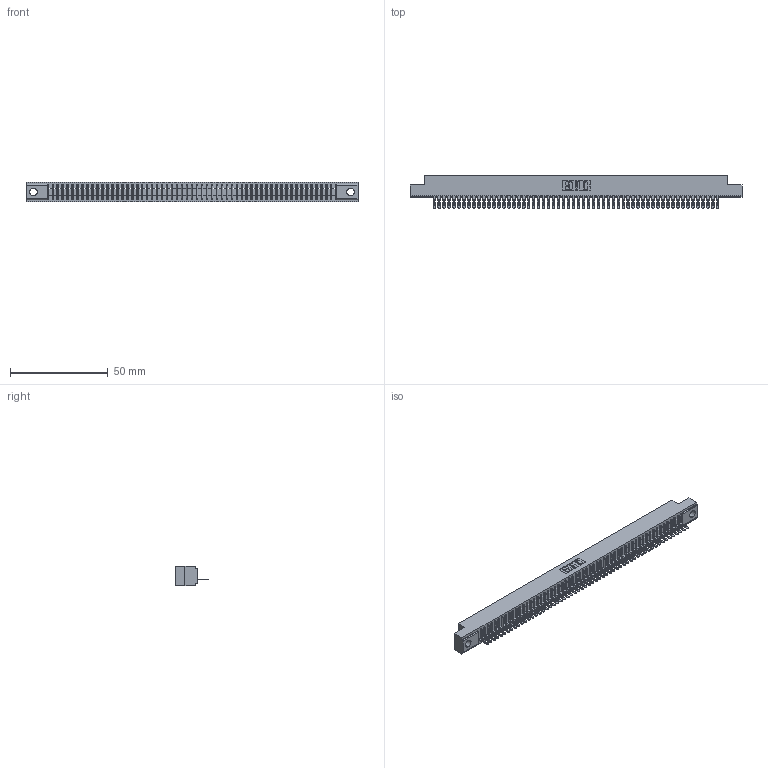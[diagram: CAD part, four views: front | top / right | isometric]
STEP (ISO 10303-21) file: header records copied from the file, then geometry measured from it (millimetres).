
FILE_DESCRIPTION (( 'STEP AP203' ), '1' );
FILE_NAME ('341-058-500-104.STEP', '2018-08-07T15:56:53', ( '' ), ( '' ), 'SwSTEP 2.0', 'SolidWorks 2016', '' );
FILE_SCHEMA (( 'CONFIG_CONTROL_DESIGN' ));
Length unit declared in the file: inch
Products named in the file (3): 341-292-001_341-292-100; 341-058-500-104; 341 Part_.156 (3.96) Dia Mounting Holes
Assembly tree (59 placements, depth 2):
  341-058-500-104
    341 Part_.156 (3.96) Dia Mounting Holes
    341-292-001_341-292-100  x58
Bounding box: 169.54 x 16.69 x 10.16 mm (x, y, z)
Volume: 12088.1 mm3; surface area: 19444.8 mm2
Topology: 59 solids, 59 shells, 4886 faces, 14098 edges, 9046 vertices
Faces by surface type: plane 2924, cylinder 1730, sphere 118, torus 114
Entity records: 66631 total; most frequent: CARTESIAN_POINT 11330, ORIENTED_EDGE 11316, DIRECTION 10920, EDGE_CURVE 5658, VECTOR 4592, LINE 4592, VERTEX_POINT 3574, AXIS2_PLACEMENT_3D 3164
